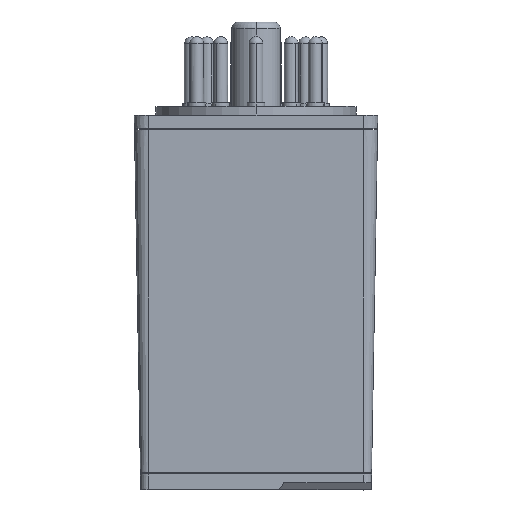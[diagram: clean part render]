
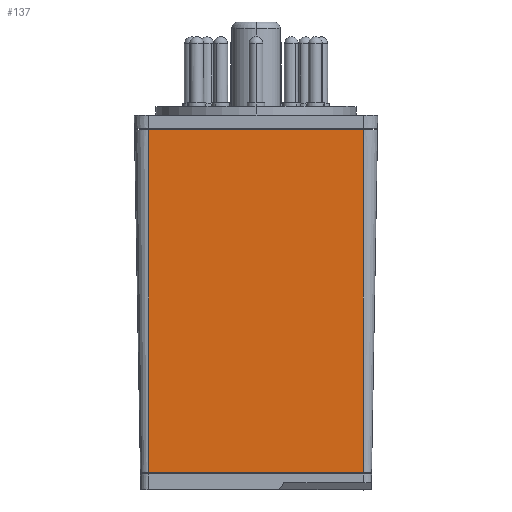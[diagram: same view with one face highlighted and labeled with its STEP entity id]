
A CAD part, top view. The second image highlights one B-rep face of the part: STEP entity #137.
In plain terms, the highlighted planar face has unit normal (0, -0.018, 1).
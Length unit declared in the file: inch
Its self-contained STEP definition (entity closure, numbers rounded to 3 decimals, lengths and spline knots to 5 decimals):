
#137 = ADVANCED_FACE ( 'FACE81', ( #2084 ), #7468, .T. ) ;
#506 = DIRECTION ( 'NONE',  ( -1., 0., 0. ) ) ;
#625 = EDGE_CURVE ( 'EDGE212', #7291, #7927, #4358, .T. ) ;
#823 = DIRECTION ( 'NONE',  ( 0., -1., -0.017 ) ) ;
#910 = VECTOR ( 'NONE', #2449, 39.37008 ) ;
#1150 = CARTESIAN_POINT ( 'NONE',  ( 0.616, -0.135, 0.69764 ) ) ;
#1235 = VECTOR ( 'NONE', #823, 39.37008 ) ;
#1334 = CARTESIAN_POINT ( 'NONE',  ( 0.616, -2.1, 0.66334 ) ) ;
#1336 = LINE ( 'NONE', #4388, #3956 ) ;
#1453 = ORIENTED_EDGE ( 'NONE', *, *, #4559, .T. ) ;
#2084 = FACE_OUTER_BOUND ( 'NONE', #3707, .T. ) ;
#2197 = EDGE_CURVE ( 'EDGE213', #7291, #4223, #1336, .T. ) ;
#2399 = ORIENTED_EDGE ( 'NONE', *, *, #625, .F. ) ;
#2449 = DIRECTION ( 'NONE',  ( 0., -1., -0.017 ) ) ;
#2480 = CARTESIAN_POINT ( 'NONE',  ( 0.616, 0., 0.7 ) ) ;
#3026 = DIRECTION ( 'NONE',  ( 1., 0., 0. ) ) ;
#3502 = LINE ( 'NONE', #3667, #5062 ) ;
#3637 = LINE ( 'NONE', #4745, #1235 ) ;
#3667 = CARTESIAN_POINT ( 'NONE',  ( -0.308, -2.1, 0.66334 ) ) ;
#3707 = EDGE_LOOP ( 'NONE', ( #1453, #2399, #6805, #6121 ) ) ;
#3790 = EDGE_CURVE ( 'EDGE214', #4223, #5568, #3637, .T. ) ;
#3956 = VECTOR ( 'NONE', #506, 39.37008 ) ;
#4223 = VERTEX_POINT ( 'NONE', #7830 ) ;
#4358 = LINE ( 'NONE', #2480, #910 ) ;
#4388 = CARTESIAN_POINT ( 'NONE',  ( -0.308, -0.135, 0.69764 ) ) ;
#4559 = EDGE_CURVE ( 'EDGE208', #5568, #7927, #3502, .T. ) ;
#4745 = CARTESIAN_POINT ( 'NONE',  ( -0.616, 0., 0.7 ) ) ;
#5050 = AXIS2_PLACEMENT_3D ( 'NONE', #8240, #8234, #8213 ) ;
#5062 = VECTOR ( 'NONE', #3026, 39.37008 ) ;
#5568 = VERTEX_POINT ( 'NONE', #7243 ) ;
#6121 = ORIENTED_EDGE ( 'NONE', *, *, #3790, .T. ) ;
#6805 = ORIENTED_EDGE ( 'NONE', *, *, #2197, .T. ) ;
#7243 = CARTESIAN_POINT ( 'NONE',  ( -0.616, -2.1, 0.66334 ) ) ;
#7291 = VERTEX_POINT ( 'NONE', #1150 ) ;
#7468 = PLANE ( 'NONE',  #5050 ) ;
#7830 = CARTESIAN_POINT ( 'NONE',  ( -0.616, -0.135, 0.69764 ) ) ;
#7927 = VERTEX_POINT ( 'NONE', #1334 ) ;
#8213 = DIRECTION ( 'NONE',  ( 1., 0., 0. ) ) ;
#8234 = DIRECTION ( 'NONE',  ( 0., -0.017, 1. ) ) ;
#8240 = CARTESIAN_POINT ( 'NONE',  ( -0.616, 0., 0.7 ) ) ;
